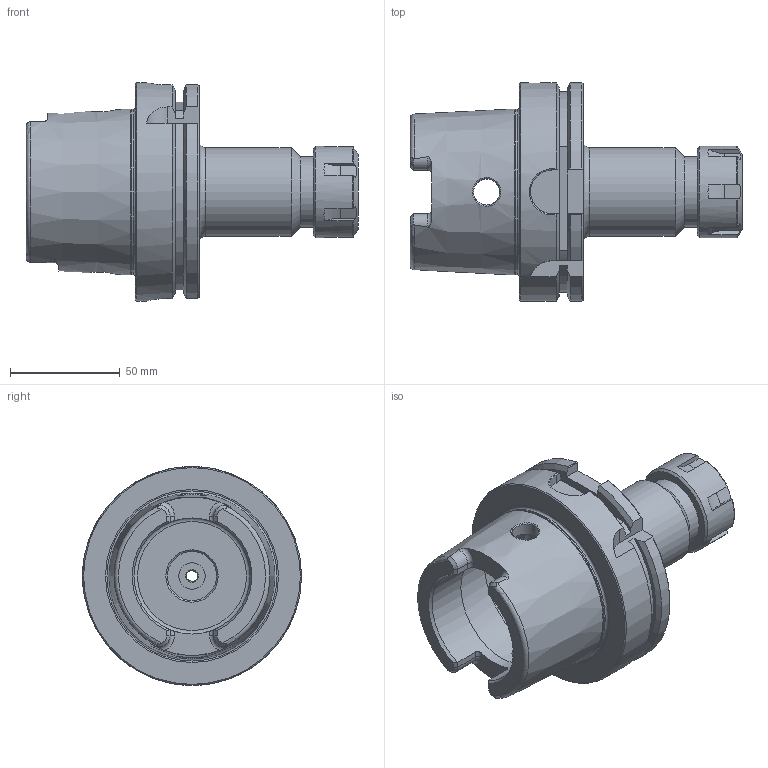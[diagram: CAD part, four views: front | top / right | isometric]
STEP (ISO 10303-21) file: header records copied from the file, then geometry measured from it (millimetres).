
FILE_DESCRIPTION((''),'2;1');
FILE_NAME('H100-25ER4.stp','2014-08-08T11:32:49',('kaykin'),(''),'Autodesk Inventor 2012','Autodesk Inventor 2012','');
FILE_SCHEMA(('AUTOMOTIVE_DESIGN { 1 0 10303 214 1 1 1 1 }'));
Length unit declared in the file: inch
Products named in the file (4): H100-25ER4; H100-25ER4-1; BS-11; 25ERN
Assembly tree (3 placements, depth 2):
  H100-25ER4
    H100-25ER4-1
    BS-11
    25ERN
Bounding box: 151.6 x 100 x 100 mm (x, y, z)
Volume: 323412.2 mm3; surface area: 68189.4 mm2
Topology: 3 solids, 3 shells, 206 faces, 525 edges, 334 vertices
Faces by surface type: plane 82, cylinder 57, cone 37, torus 19, bspline 11
Full cylindrical faces by diameter (mm): 7.112 x1, 10 x1, 11.989 x1, 12 x3, 15.113 x2, 15.748 x1, 17.297 x1, 18.034 x1, 19.939 x1, 20.18 x1, 22.377 x1, 25.016 x1, 26.86 x1, 30.5 x1, 32 x1, 32.88 x1, 40.513 x1, 42 x1, 53 x2, 63 x1, 75.364 x1, 100 x1
Entity records: 6948 total; most frequent: CARTESIAN_POINT 2247, ORIENTED_EDGE 910, DIRECTION 881, EDGE_CURVE 455, AXIS2_PLACEMENT_3D 368, VERTEX_POINT 320, EDGE_LOOP 281, FACE_OUTER_BOUND 206
